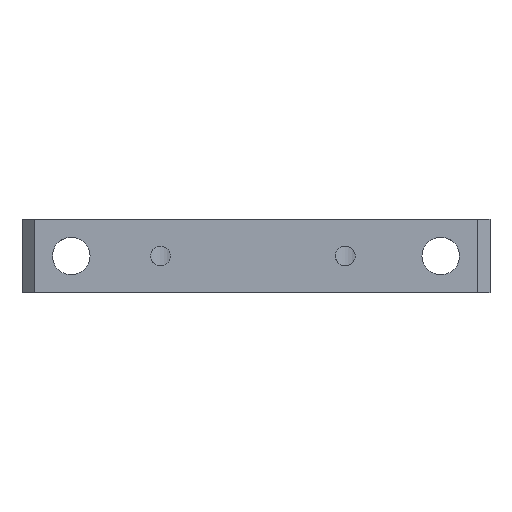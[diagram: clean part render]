
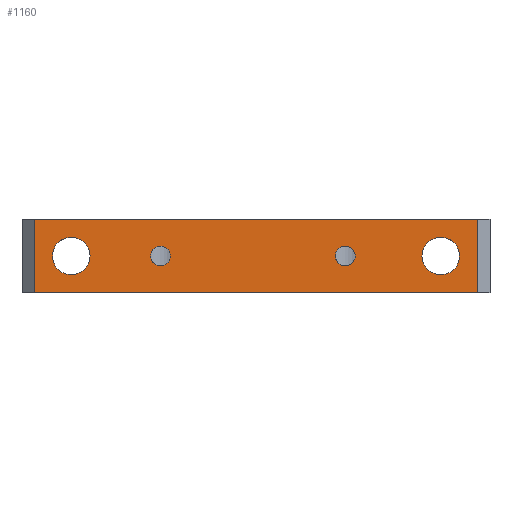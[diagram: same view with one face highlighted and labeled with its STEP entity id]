
A CAD part, left-side view. The second image highlights one B-rep face of the part: STEP entity #1160.
In plain terms, the highlighted planar face has unit normal (-1, 0, 0).
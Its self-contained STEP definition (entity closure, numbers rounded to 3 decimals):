
#72=FACE_BOUND('',#218,.T.);
#73=FACE_BOUND('',#219,.T.);
#74=FACE_BOUND('',#220,.T.);
#75=FACE_BOUND('',#221,.T.);
#98=PLANE('',#1279);
#144=FACE_OUTER_BOUND('',#217,.T.);
#217=EDGE_LOOP('',(#1082,#1083,#1084,#1085));
#218=EDGE_LOOP('',(#1086,#1087));
#219=EDGE_LOOP('',(#1088,#1089));
#220=EDGE_LOOP('',(#1090));
#221=EDGE_LOOP('',(#1091));
#244=LINE('',#1692,#333);
#250=LINE('',#1704,#339);
#280=LINE('',#1767,#369);
#284=LINE('',#1822,#373);
#333=VECTOR('',#1364,10.);
#339=VECTOR('',#1374,10.);
#369=VECTOR('',#1420,10.);
#373=VECTOR('',#1478,10.);
#447=CIRCLE('',#1264,1.621);
#448=CIRCLE('',#1265,1.621);
#449=CIRCLE('',#1267,1.621);
#450=CIRCLE('',#1268,1.621);
#451=CIRCLE('',#1272,3.05);
#452=CIRCLE('',#1274,3.05);
#485=VERTEX_POINT('',#1689);
#486=VERTEX_POINT('',#1691);
#490=VERTEX_POINT('',#1703);
#515=VERTEX_POINT('',#1765);
#558=VERTEX_POINT('',#2045);
#559=VERTEX_POINT('',#2046);
#564=VERTEX_POINT('',#2099);
#565=VERTEX_POINT('',#2100);
#574=VERTEX_POINT('',#2234);
#575=VERTEX_POINT('',#2239);
#617=EDGE_CURVE('',#485,#486,#244,.T.);
#623=EDGE_CURVE('',#490,#486,#250,.T.);
#657=EDGE_CURVE('',#515,#485,#280,.T.);
#685=EDGE_CURVE('',#490,#515,#284,.T.);
#716=EDGE_CURVE('',#558,#559,#447,.T.);
#717=EDGE_CURVE('',#559,#558,#448,.T.);
#723=EDGE_CURVE('',#564,#565,#449,.T.);
#724=EDGE_CURVE('',#565,#564,#450,.T.);
#738=EDGE_CURVE('',#574,#574,#451,.T.);
#741=EDGE_CURVE('',#575,#575,#452,.T.);
#1082=ORIENTED_EDGE('',*,*,#617,.F.);
#1083=ORIENTED_EDGE('',*,*,#657,.F.);
#1084=ORIENTED_EDGE('',*,*,#685,.F.);
#1085=ORIENTED_EDGE('',*,*,#623,.T.);
#1086=ORIENTED_EDGE('',*,*,#716,.T.);
#1087=ORIENTED_EDGE('',*,*,#717,.T.);
#1088=ORIENTED_EDGE('',*,*,#723,.T.);
#1089=ORIENTED_EDGE('',*,*,#724,.T.);
#1090=ORIENTED_EDGE('',*,*,#738,.T.);
#1091=ORIENTED_EDGE('',*,*,#741,.T.);
#1160=ADVANCED_FACE('',(#144,#72,#73,#74,#75),#98,.T.);
#1264=AXIS2_PLACEMENT_3D('',#2047,#1523,#1524);
#1265=AXIS2_PLACEMENT_3D('',#2048,#1525,#1526);
#1267=AXIS2_PLACEMENT_3D('',#2101,#1530,#1531);
#1268=AXIS2_PLACEMENT_3D('',#2102,#1532,#1533);
#1272=AXIS2_PLACEMENT_3D('',#2236,#1545,#1546);
#1274=AXIS2_PLACEMENT_3D('',#2241,#1551,#1552);
#1279=AXIS2_PLACEMENT_3D('',#2252,#1567,#1568);
#1364=DIRECTION('',(0.,0.,-1.));
#1374=DIRECTION('',(0.,-1.,0.));
#1420=DIRECTION('',(0.,-1.,0.));
#1478=DIRECTION('',(0.,0.,1.));
#1523=DIRECTION('center_axis',(1.,0.,0.));
#1524=DIRECTION('ref_axis',(0.,0.,1.));
#1525=DIRECTION('center_axis',(1.,0.,0.));
#1526=DIRECTION('ref_axis',(0.,0.,1.));
#1530=DIRECTION('center_axis',(1.,0.,0.));
#1531=DIRECTION('ref_axis',(0.,0.,1.));
#1532=DIRECTION('center_axis',(1.,0.,0.));
#1533=DIRECTION('ref_axis',(0.,0.,1.));
#1545=DIRECTION('center_axis',(1.,0.,0.));
#1546=DIRECTION('ref_axis',(0.,0.,-1.));
#1551=DIRECTION('center_axis',(1.,0.,0.));
#1552=DIRECTION('ref_axis',(0.,0.,-1.));
#1567=DIRECTION('center_axis',(-1.,0.,0.));
#1568=DIRECTION('ref_axis',(0.,-1.,0.));
#1689=CARTESIAN_POINT('',(-23.,-36.,12.));
#1691=CARTESIAN_POINT('',(-23.,-36.,0.));
#1692=CARTESIAN_POINT('',(-23.,-36.,0.));
#1703=CARTESIAN_POINT('',(-23.,36.,0.));
#1704=CARTESIAN_POINT('',(-23.,38.,0.));
#1765=CARTESIAN_POINT('',(-23.,36.,12.));
#1767=CARTESIAN_POINT('',(-23.,38.,12.));
#1822=CARTESIAN_POINT('',(-23.,36.,0.));
#2045=CARTESIAN_POINT('',(-23.,15.5,7.621));
#2046=CARTESIAN_POINT('',(-23.,15.5,4.379));
#2047=CARTESIAN_POINT('Origin',(-23.,15.5,6.));
#2048=CARTESIAN_POINT('Origin',(-23.,15.5,6.));
#2099=CARTESIAN_POINT('',(-23.,-14.5,7.621));
#2100=CARTESIAN_POINT('',(-23.,-14.5,4.379));
#2101=CARTESIAN_POINT('Origin',(-23.,-14.5,6.));
#2102=CARTESIAN_POINT('Origin',(-23.,-14.5,6.));
#2234=CARTESIAN_POINT('',(-23.,30.,9.05));
#2236=CARTESIAN_POINT('Origin',(-23.,30.,6.));
#2239=CARTESIAN_POINT('',(-23.,-30.,9.05));
#2241=CARTESIAN_POINT('Origin',(-23.,-30.,6.));
#2252=CARTESIAN_POINT('Origin',(-23.,38.,0.));
